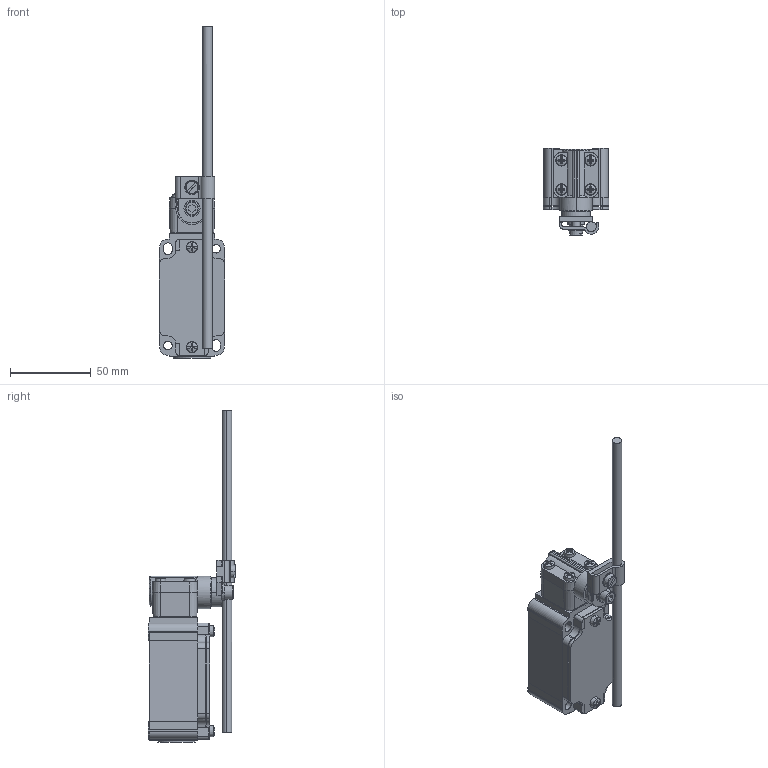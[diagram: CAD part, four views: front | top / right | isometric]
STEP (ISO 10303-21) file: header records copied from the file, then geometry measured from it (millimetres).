
FILE_DESCRIPTION((''),'2;1');
FILE_NAME('Z4V10H_335-11Z','2020-09-24T10:19:34',('lrosa'),(''),'CREO PARAMETRIC BY PTC INC, 2019030','CREO PARAMETRIC BY PTC INC, 2019030','');
FILE_SCHEMA(('CONFIG_CONTROL_DESIGN'));
Length unit declared in the file: millimetre
Products named in the file (1): Z4V10H_335-11Z
Bounding box: 40.5 x 54.1 x 205.7 mm (x, y, z)
Volume: 129096.3 mm3; surface area: 34316.2 mm2
Topology: 1 solids, 6 shells, 730 faces, 1799 edges, 1093 vertices
Faces by surface type: plane 531, cylinder 136, cone 38, sphere 16, torus 9
Entity records: 21283 total; most frequent: CARTESIAN_POINT 3823, DIRECTION 3668, ORIENTED_EDGE 3578, EDGE_CURVE 1789, VECTOR 1266, LINE 1266, AXIS2_PLACEMENT_3D 1201, VERTEX_POINT 1093
